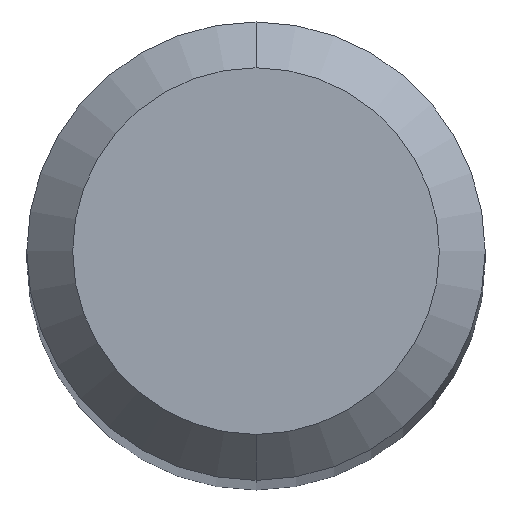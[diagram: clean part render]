
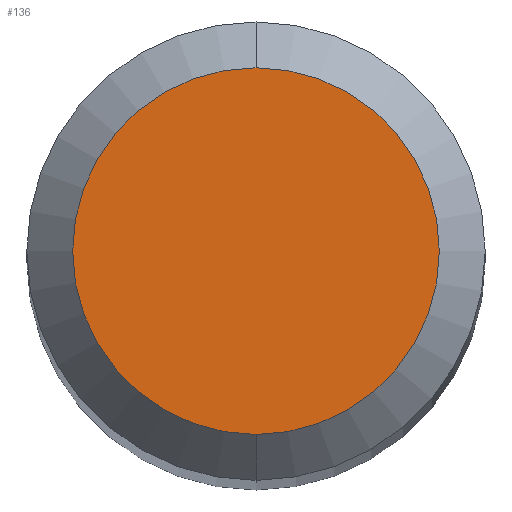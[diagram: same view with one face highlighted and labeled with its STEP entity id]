
A CAD part, top view. The second image highlights one B-rep face of the part: STEP entity #136.
In plain terms, the highlighted planar face has unit normal (0, 0, 1).
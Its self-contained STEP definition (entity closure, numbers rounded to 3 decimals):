
#19 = CARTESIAN_POINT ( 'NONE',  ( 0., -4.921, 0. ) ) ;
#20 = PLANE ( 'NONE',  #214 ) ;
#26 = DIRECTION ( 'NONE',  ( 0., 0., -1. ) ) ;
#28 = EDGE_CURVE ( 'NONE', #193, #82, #105, .T. ) ;
#41 = DIRECTION ( 'NONE',  ( 0., 1., 0. ) ) ;
#52 = DIRECTION ( 'NONE',  ( 0., 0., 1. ) ) ;
#56 = CARTESIAN_POINT ( 'NONE',  ( 0., 6.152, 0. ) ) ;
#61 = CARTESIAN_POINT ( 'NONE',  ( 0., 0., 0. ) ) ;
#70 = FACE_OUTER_BOUND ( 'NONE', #175, .T. ) ;
#82 = VERTEX_POINT ( 'NONE', #19 ) ;
#86 = CARTESIAN_POINT ( 'NONE',  ( 0., 0., 0. ) ) ;
#88 = CARTESIAN_POINT ( 'NONE',  ( 0., 4.921, 0. ) ) ;
#105 = CIRCLE ( 'NONE', #172, 4.921 ) ;
#124 = EDGE_CURVE ( 'NONE', #82, #193, #125, .T. ) ;
#125 = CIRCLE ( 'NONE', #207, 4.921 ) ;
#133 = DIRECTION ( 'NONE',  ( 0., 1., 0. ) ) ;
#136 = ADVANCED_FACE ( 'NONE', ( #70 ), #20, .F. ) ;
#137 = ORIENTED_EDGE ( 'NONE', *, *, #124, .T. ) ;
#142 = ORIENTED_EDGE ( 'NONE', *, *, #28, .T. ) ;
#172 = AXIS2_PLACEMENT_3D ( 'NONE', #86, #52, #182 ) ;
#175 = EDGE_LOOP ( 'NONE', ( #142, #137 ) ) ;
#182 = DIRECTION ( 'NONE',  ( 0., 1., 0. ) ) ;
#193 = VERTEX_POINT ( 'NONE', #88 ) ;
#203 = DIRECTION ( 'NONE',  ( 0., 0., 1. ) ) ;
#207 = AXIS2_PLACEMENT_3D ( 'NONE', #61, #203, #133 ) ;
#214 = AXIS2_PLACEMENT_3D ( 'NONE', #56, #26, #41 ) ;
